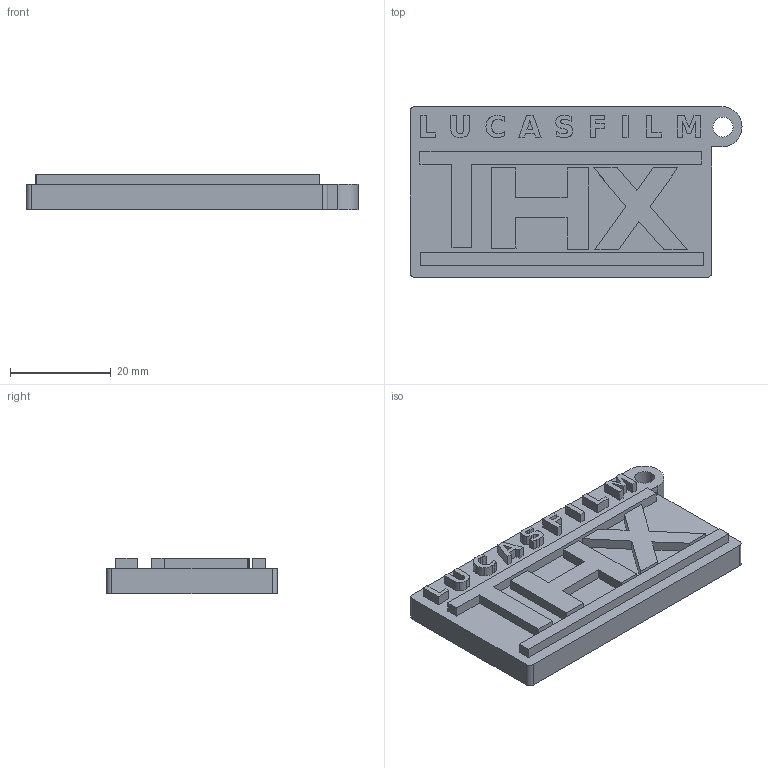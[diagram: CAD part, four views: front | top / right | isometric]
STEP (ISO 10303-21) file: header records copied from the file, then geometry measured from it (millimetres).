
FILE_DESCRIPTION(('FreeCAD Model'),'2;1');
FILE_NAME('Llavero_THX_Redondeado.step', '2015-03-02T20:30:07',('FreeCAD'),('FreeCAD'), 'Open CASCADE STEP processor 6.7','FreeCAD','Unknown');
FILE_SCHEMA(('AUTOMOTIVE_DESIGN_CC2 { 1 2 10303 214 -1 1 5 4 }'));
Products named in the file (1): Fillet002
Bounding box: 66.02 x 34 x 7 mm (x, y, z)
Volume: 11840.8 mm3; surface area: 6412.7 mm2
Topology: 1 solids, 1 shells, 174 faces, 474 edges, 316 vertices
Faces by surface type: extrusion 146, plane 23, cylinder 5
Full cylindrical faces by diameter (mm): 4 x1
Entity records: 55964 total; most frequent: CARTESIAN_POINT 46572, ORIENTED_EDGE 948, PCURVE 948, DEFINITIONAL_REPRESENTATION 948, DIRECTION 898, B_SPLINE_CURVE_WITH_KNOTS 880, VECTOR 814, LINE 668
